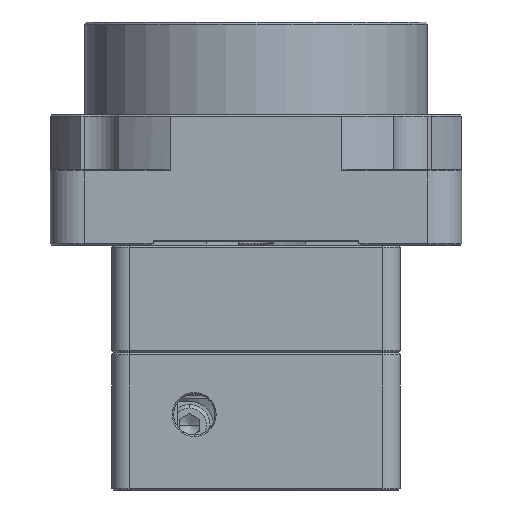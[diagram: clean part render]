
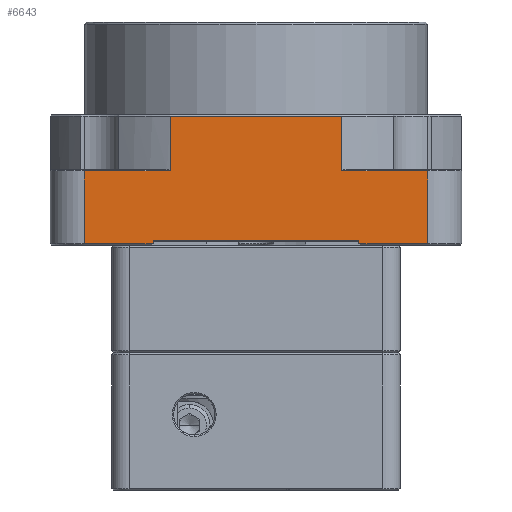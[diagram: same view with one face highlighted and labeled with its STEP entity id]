
A CAD part, left-side view. The second image highlights one B-rep face of the part: STEP entity #6643.
In plain terms, the highlighted planar face has unit normal (-1, 0, 0).
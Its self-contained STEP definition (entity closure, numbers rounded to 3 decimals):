
#581 = VECTOR ( 'NONE', #16190, 1000. ) ;
#854 = CARTESIAN_POINT ( 'NONE',  ( -23.56, 12.5, 7.8 ) ) ;
#948 = DIRECTION ( 'NONE',  ( 0., 1., 0. ) ) ;
#1246 = VERTEX_POINT ( 'NONE', #16020 ) ;
#1952 = CARTESIAN_POINT ( 'NONE',  ( -23.56, 15., -10.3 ) ) ;
#2002 = DIRECTION ( 'NONE',  ( 0., 0., -1. ) ) ;
#2028 = LINE ( 'NONE', #3863, #18758 ) ;
#2075 = DIRECTION ( 'NONE',  ( 0., 0., -1. ) ) ;
#2358 = EDGE_CURVE ( 'NONE', #3042, #5093, #11936, .T. ) ;
#2408 = VERTEX_POINT ( 'NONE', #854 ) ;
#2424 = LINE ( 'NONE', #21018, #18734 ) ;
#2925 = CARTESIAN_POINT ( 'NONE',  ( -23.56, -25., 0. ) ) ;
#3021 = FACE_OUTER_BOUND ( 'NONE', #5292, .T. ) ;
#3042 = VERTEX_POINT ( 'NONE', #19187 ) ;
#3163 = PLANE ( 'NONE',  #5866 ) ;
#3376 = CARTESIAN_POINT ( 'NONE',  ( -23.56, -25., -10.8 ) ) ;
#3815 = ORIENTED_EDGE ( 'NONE', *, *, #9785, .T. ) ;
#3837 = VERTEX_POINT ( 'NONE', #19417 ) ;
#3863 = CARTESIAN_POINT ( 'NONE',  ( -23.56, 25., -0.2 ) ) ;
#3910 = EDGE_CURVE ( 'NONE', #10874, #14649, #16765, .T. ) ;
#4120 = EDGE_CURVE ( 'NONE', #8381, #14649, #2424, .T. ) ;
#4607 = VERTEX_POINT ( 'NONE', #22810 ) ;
#4922 = DIRECTION ( 'NONE',  ( 0., -1., 0. ) ) ;
#5093 = VERTEX_POINT ( 'NONE', #14375 ) ;
#5292 = EDGE_LOOP ( 'NONE', ( #21252, #26645, #14344, #16780, #10574, #7357, #3815, #6317, #10590, #8345, #8223, #8762 ) ) ;
#5866 = AXIS2_PLACEMENT_3D ( 'NONE', #11577, #18060, #7380 ) ;
#6317 = ORIENTED_EDGE ( 'NONE', *, *, #11717, .T. ) ;
#6643 = ADVANCED_FACE ( 'NONE', ( #3021 ), #3163, .F. ) ;
#6870 = LINE ( 'NONE', #2925, #8022 ) ;
#7124 = VECTOR ( 'NONE', #948, 1000. ) ;
#7357 = ORIENTED_EDGE ( 'NONE', *, *, #19686, .T. ) ;
#7380 = DIRECTION ( 'NONE',  ( 0., 1., 0. ) ) ;
#8022 = VECTOR ( 'NONE', #26083, 1000. ) ;
#8223 = ORIENTED_EDGE ( 'NONE', *, *, #24694, .F. ) ;
#8290 = CARTESIAN_POINT ( 'NONE',  ( -23.56, 30., -10.3 ) ) ;
#8345 = ORIENTED_EDGE ( 'NONE', *, *, #26898, .T. ) ;
#8381 = VERTEX_POINT ( 'NONE', #22763 ) ;
#8762 = ORIENTED_EDGE ( 'NONE', *, *, #2358, .T. ) ;
#8788 = CARTESIAN_POINT ( 'NONE',  ( -23.56, -15., -11. ) ) ;
#9074 = LINE ( 'NONE', #8788, #14374 ) ;
#9688 = VERTEX_POINT ( 'NONE', #14307 ) ;
#9785 = EDGE_CURVE ( 'NONE', #1246, #3837, #19078, .T. ) ;
#10012 = EDGE_CURVE ( 'NONE', #10874, #2408, #18340, .T. ) ;
#10574 = ORIENTED_EDGE ( 'NONE', *, *, #19552, .T. ) ;
#10590 = ORIENTED_EDGE ( 'NONE', *, *, #26299, .T. ) ;
#10874 = VERTEX_POINT ( 'NONE', #25288 ) ;
#11577 = CARTESIAN_POINT ( 'NONE',  ( -23.56, 30., 0. ) ) ;
#11602 = CARTESIAN_POINT ( 'NONE',  ( -23.56, 12.5, 7.8 ) ) ;
#11717 = EDGE_CURVE ( 'NONE', #3837, #9688, #27423, .T. ) ;
#11877 = DIRECTION ( 'NONE',  ( 0., 0., -1. ) ) ;
#11936 = LINE ( 'NONE', #3376, #13885 ) ;
#12333 = DIRECTION ( 'NONE',  ( 0., 1., 0. ) ) ;
#12613 = CARTESIAN_POINT ( 'NONE',  ( -23.56, 25., 0. ) ) ;
#13163 = CARTESIAN_POINT ( 'NONE',  ( -23.56, -15., -10.3 ) ) ;
#13702 = DIRECTION ( 'NONE',  ( 0., 0., 1. ) ) ;
#13885 = VECTOR ( 'NONE', #4922, 1000. ) ;
#14307 = CARTESIAN_POINT ( 'NONE',  ( -23.56, 15., -10.8 ) ) ;
#14344 = ORIENTED_EDGE ( 'NONE', *, *, #3910, .F. ) ;
#14374 = VECTOR ( 'NONE', #17340, 1000. ) ;
#14375 = CARTESIAN_POINT ( 'NONE',  ( -23.56, -25., -10.8 ) ) ;
#14649 = VERTEX_POINT ( 'NONE', #22083 ) ;
#14659 = DIRECTION ( 'NONE',  ( 0., -1., 0. ) ) ;
#15110 = LINE ( 'NONE', #23655, #26538 ) ;
#16020 = CARTESIAN_POINT ( 'NONE',  ( -23.56, 25., -0.2 ) ) ;
#16081 = LINE ( 'NONE', #24632, #16949 ) ;
#16190 = DIRECTION ( 'NONE',  ( 0., -1., 0. ) ) ;
#16765 = LINE ( 'NONE', #18862, #24995 ) ;
#16780 = ORIENTED_EDGE ( 'NONE', *, *, #10012, .T. ) ;
#16949 = VECTOR ( 'NONE', #11877, 1000. ) ;
#17340 = DIRECTION ( 'NONE',  ( 0., 0., 1. ) ) ;
#17489 = VERTEX_POINT ( 'NONE', #1952 ) ;
#18060 = DIRECTION ( 'NONE',  ( 1., 0., 0. ) ) ;
#18340 = LINE ( 'NONE', #11602, #7124 ) ;
#18734 = VECTOR ( 'NONE', #12333, 1000. ) ;
#18758 = VECTOR ( 'NONE', #20850, 1000. ) ;
#18862 = CARTESIAN_POINT ( 'NONE',  ( -23.56, -12.5, 8. ) ) ;
#19078 = LINE ( 'NONE', #12613, #20382 ) ;
#19187 = CARTESIAN_POINT ( 'NONE',  ( -23.56, -15., -10.8 ) ) ;
#19417 = CARTESIAN_POINT ( 'NONE',  ( -23.56, 25., -10.8 ) ) ;
#19552 = EDGE_CURVE ( 'NONE', #2408, #4607, #16081, .T. ) ;
#19686 = EDGE_CURVE ( 'NONE', #4607, #1246, #2028, .T. ) ;
#20382 = VECTOR ( 'NONE', #2075, 1000. ) ;
#20850 = DIRECTION ( 'NONE',  ( 0., 1., 0. ) ) ;
#21018 = CARTESIAN_POINT ( 'NONE',  ( -23.56, -12.5, -0.2 ) ) ;
#21252 = ORIENTED_EDGE ( 'NONE', *, *, #21515, .T. ) ;
#21515 = EDGE_CURVE ( 'NONE', #5093, #8381, #6870, .T. ) ;
#22083 = CARTESIAN_POINT ( 'NONE',  ( -23.56, -12.5, -0.2 ) ) ;
#22633 = LINE ( 'NONE', #8290, #581 ) ;
#22763 = CARTESIAN_POINT ( 'NONE',  ( -23.56, -25., -0.2 ) ) ;
#22810 = CARTESIAN_POINT ( 'NONE',  ( -23.56, 12.5, -0.2 ) ) ;
#22969 = VERTEX_POINT ( 'NONE', #13163 ) ;
#23655 = CARTESIAN_POINT ( 'NONE',  ( -23.56, 15., -11. ) ) ;
#24632 = CARTESIAN_POINT ( 'NONE',  ( -23.56, 12.5, 8. ) ) ;
#24694 = EDGE_CURVE ( 'NONE', #3042, #22969, #9074, .T. ) ;
#24995 = VECTOR ( 'NONE', #2002, 1000. ) ;
#25288 = CARTESIAN_POINT ( 'NONE',  ( -23.56, -12.5, 7.8 ) ) ;
#25729 = CARTESIAN_POINT ( 'NONE',  ( -23.56, 15., -10.8 ) ) ;
#26031 = VECTOR ( 'NONE', #14659, 1000. ) ;
#26083 = DIRECTION ( 'NONE',  ( 0., 0., 1. ) ) ;
#26299 = EDGE_CURVE ( 'NONE', #9688, #17489, #15110, .T. ) ;
#26538 = VECTOR ( 'NONE', #13702, 1000. ) ;
#26645 = ORIENTED_EDGE ( 'NONE', *, *, #4120, .T. ) ;
#26898 = EDGE_CURVE ( 'NONE', #17489, #22969, #22633, .T. ) ;
#27423 = LINE ( 'NONE', #25729, #26031 ) ;
